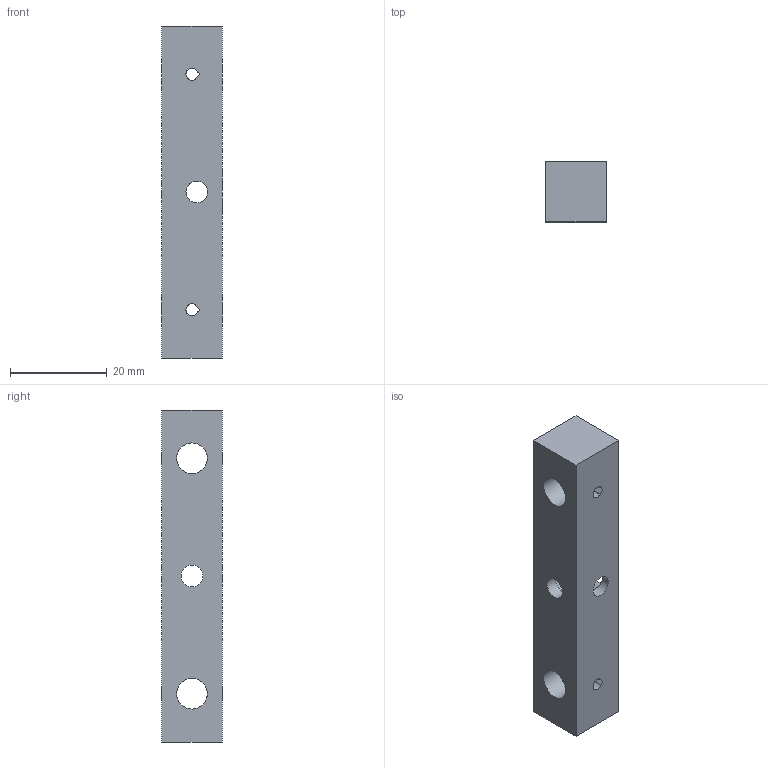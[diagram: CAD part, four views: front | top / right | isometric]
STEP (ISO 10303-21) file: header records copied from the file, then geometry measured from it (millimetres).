
FILE_DESCRIPTION(/* description */ (''),/* implementation_level */ '2;1');
FILE_NAME(/* name */ 'ElecMagBar.step',/* time_stamp */ '2026-02-12T10:44:42-08:00',/* author */ (''),/* organization */ (''),/* preprocessor_version */ 'ST-DEVELOPER v20.1',/* originating_system */ 'Autodesk Translation Framework v14.24.0.0',/* authorisation */ '');
FILE_SCHEMA (('AUTOMOTIVE_DESIGN { 1 0 10303 214 3 1 1 }','MODEL_BASED_INTEGRATED_MANUFACTURING_SCHEMA'));
Length unit declared in the file: millimetre
Products named in the file (1): 2025-12-16-09-55-40-049
Bounding box: 12.5 x 12.5 x 68.75 mm (x, y, z)
Volume: 9149.8 mm3; surface area: 4465.8 mm2
Topology: 1 solids, 1 shells, 29 faces, 92 edges, 63 vertices
Faces by surface type: plane 19, cylinder 10
Full cylindrical faces by diameter (mm): 4.5 x3, 6.35 x2, 9 x1
Entity records: 1256 total; most frequent: CARTESIAN_POINT 368, ORIENTED_EDGE 184, DIRECTION 165, EDGE_CURVE 92, VERTEX_POINT 63, AXIS2_PLACEMENT_3D 58, LINE 49, VECTOR 49
